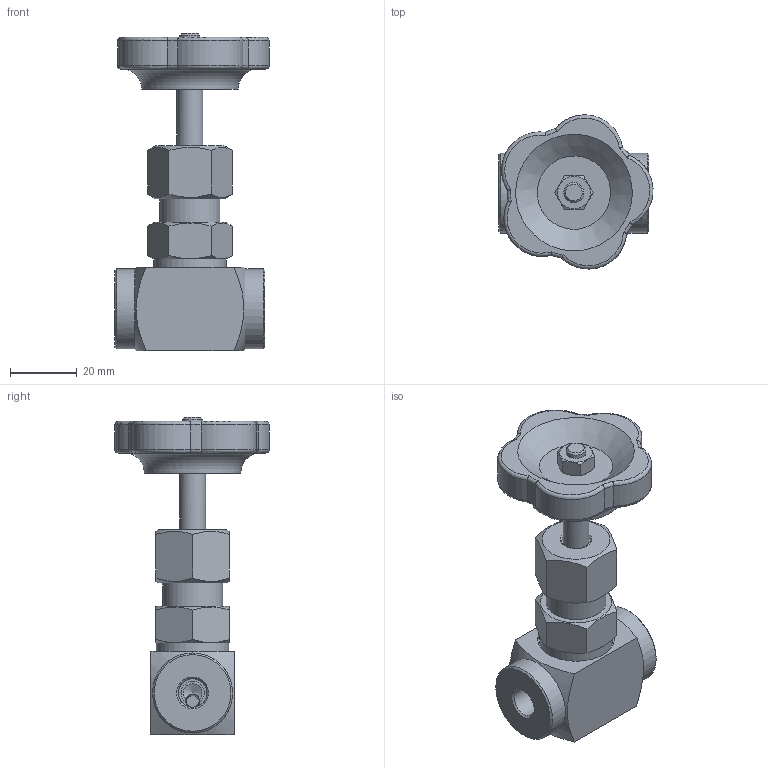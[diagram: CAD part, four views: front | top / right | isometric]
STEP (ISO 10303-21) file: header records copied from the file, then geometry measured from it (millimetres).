
FILE_DESCRIPTION( ( 'Unknown' ), '1' );
FILE_NAME( '1011001X.stp', 'Unknown', ( 'Peter Nanko' ), ( 'Armaturen Arndt' ), 'PSStep 14.0', 'Solid Edge ST4', ' ' );
FILE_SCHEMA( ( 'AUTOMOTIVE_DESIGN { 1 0 10303 214 1 1 1 1 }' ) );
Length unit declared in the file: millimetre
Products named in the file (1): 1
Bounding box: 46.22 x 46.24 x 95.18 mm (x, y, z)
Volume: 55125.4 mm3; surface area: 14367.5 mm2
Topology: 1 solids, 1 shells, 103 faces, 236 edges, 145 vertices
Faces by surface type: plane 43, cylinder 22, torus 21, cone 17
Full cylindrical faces by diameter (mm): 4 x1, 6 x1, 7 x1, 7.8 x1, 8.566 x2, 18 x1, 21 x1, 21.8 x1, 23 x1, 24 x2
Entity records: 4128 total; most frequent: CARTESIAN_POINT 1301, DIRECTION 408, ORIENTED_EDGE 366, AXIS2_PLACEMENT_3D 188, EDGE_CURVE 183, EDGE_LOOP 145, VERTEX_POINT 125, FACE_OUTER_BOUND 116
